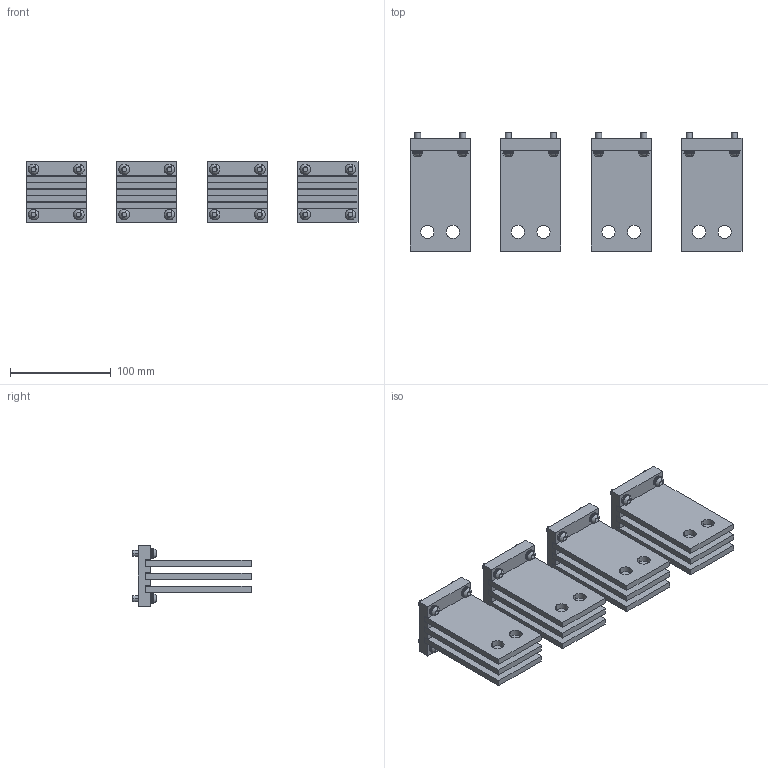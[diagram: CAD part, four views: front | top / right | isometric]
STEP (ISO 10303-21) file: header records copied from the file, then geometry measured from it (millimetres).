
FILE_DESCRIPTION(('CATIA V5 STEP Exchange'),'2;1');
FILE_NAME('1SDH001336R0147_E2.2_W_IV_TERMINALS_HR_UL_LOWER_1600-2000A.stp','2014-09-18T15:42:56+00:00',('none'),('none'),'CATIA Version 5 Release 20 SP 6 (IN-10)','CATIA V5 STEP AP214','none');
FILE_SCHEMA(('AUTOMOTIVE_DESIGN { 1 0 10303 214 1 1 1 1 }'));
Length unit declared in the file: millimetre
Products named in the file (1): E2.2_W_IV_TERMINALS_HR_UL_LOWER_1600-2000A_AllCATPart
Bounding box: 330 x 117.4 x 60 mm (x, y, z)
Volume: 592484 mm3; surface area: 239090.9 mm2
Topology: 64 solids, 64 shells, 896 faces, 2144 edges, 1408 vertices
Faces by surface type: plane 400, cylinder 304, torus 160, revolution 32
Entity records: 25898 total; most frequent: CARTESIAN_POINT 5541, ORIENTED_EDGE 4288, DIRECTION 3368, EDGE_CURVE 2144, AXIS2_PLACEMENT_3D 1637, VERTEX_POINT 1408, EDGE_LOOP 1040, VECTOR 1024
